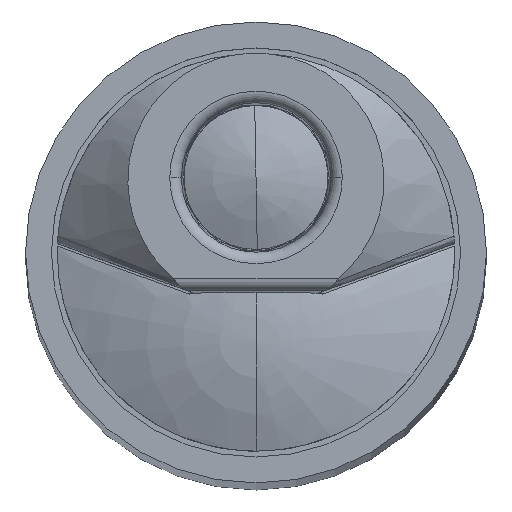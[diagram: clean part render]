
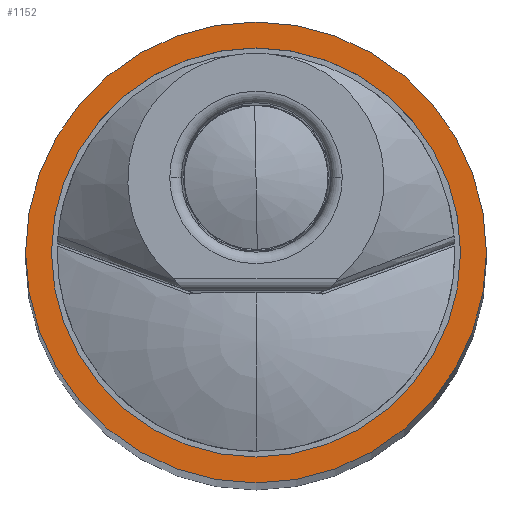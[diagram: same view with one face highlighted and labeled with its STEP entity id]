
A CAD part, top view. The second image highlights one B-rep face of the part: STEP entity #1152.
In plain terms, the highlighted planar face has unit normal (0, 0, 1).
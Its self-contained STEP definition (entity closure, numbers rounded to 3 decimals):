
#151=CARTESIAN_POINT('',(0.,0.,-0.6));
#152=DIRECTION('',(0.,0.,-1.));
#153=DIRECTION('',(-1.,0.,0.));
#154=AXIS2_PLACEMENT_3D('',#151,#152,#153);
#156=CARTESIAN_POINT('',(0.,0.,-0.6));
#157=DIRECTION('',(0.,0.,-1.));
#158=DIRECTION('',(1.,0.,0.));
#159=AXIS2_PLACEMENT_3D('',#156,#157,#158);
#161=CARTESIAN_POINT('',(0.,0.,-0.6));
#162=DIRECTION('',(0.,0.,1.));
#163=DIRECTION('',(-1.,0.,0.));
#164=AXIS2_PLACEMENT_3D('',#161,#162,#163);
#166=CARTESIAN_POINT('',(0.,0.,-0.6));
#167=DIRECTION('',(0.,0.,1.));
#168=DIRECTION('',(1.,0.,0.));
#169=AXIS2_PLACEMENT_3D('',#166,#167,#168);
#946=CARTESIAN_POINT('',(1.775,0.,-0.6));
#947=VERTEX_POINT('',#946);
#948=CARTESIAN_POINT('',(-1.775,0.,-0.6));
#949=VERTEX_POINT('',#948);
#950=CARTESIAN_POINT('',(-2.,0.,-0.6));
#951=CARTESIAN_POINT('',(2.,0.,-0.6));
#952=VERTEX_POINT('',#950);
#953=VERTEX_POINT('',#951);
#1137=CARTESIAN_POINT('',(0.,0.,-0.6));
#1138=DIRECTION('',(0.,0.,1.));
#1139=DIRECTION('',(1.,0.,0.));
#1140=AXIS2_PLACEMENT_3D('',#1137,#1138,#1139);
#1141=PLANE('',#1140);
#1143=ORIENTED_EDGE('',*,*,#1142,.T.);
#1145=ORIENTED_EDGE('',*,*,#1144,.T.);
#1146=EDGE_LOOP('',(#1143,#1145));
#1147=FACE_OUTER_BOUND('',#1146,.F.);
#1148=ORIENTED_EDGE('',*,*,#1117,.T.);
#1149=ORIENTED_EDGE('',*,*,#1131,.T.);
#1150=EDGE_LOOP('',(#1148,#1149));
#1151=FACE_BOUND('',#1150,.F.);
#1152=ADVANCED_FACE('',(#1147,#1151),#1141,.T.);
#155=CIRCLE('',#154,2.);
#160=CIRCLE('',#159,2.);
#165=CIRCLE('',#164,1.775);
#170=CIRCLE('',#169,1.775);
#1117=EDGE_CURVE('',#949,#947,#165,.T.);
#1131=EDGE_CURVE('',#947,#949,#170,.T.);
#1142=EDGE_CURVE('',#952,#953,#155,.T.);
#1144=EDGE_CURVE('',#953,#952,#160,.T.);
